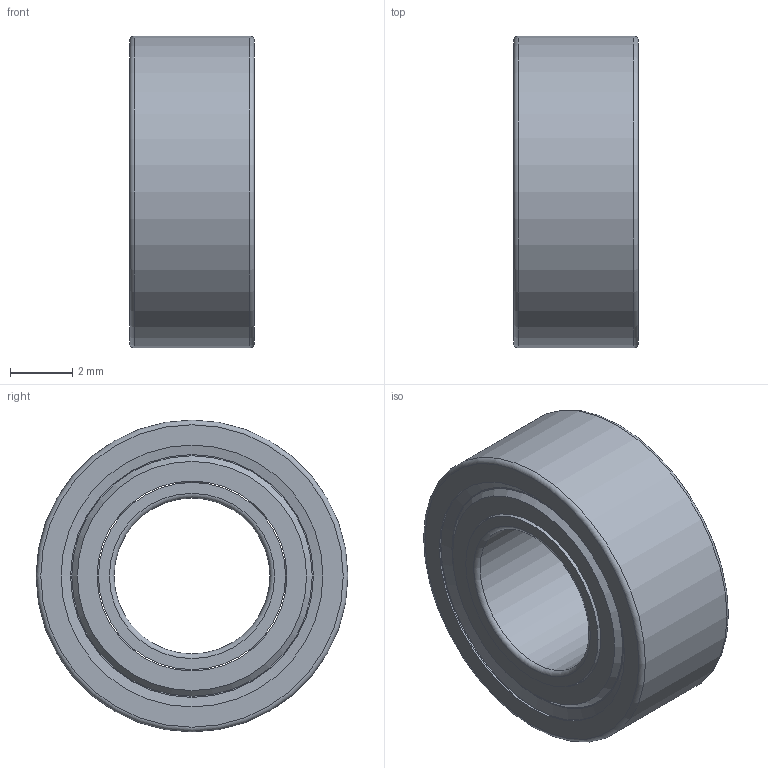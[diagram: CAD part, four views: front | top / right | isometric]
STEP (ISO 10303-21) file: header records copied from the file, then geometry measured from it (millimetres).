
FILE_DESCRIPTION(/* description */ ('','CAx-IF Rec.Pracs.---Representation and Presentation of Product Manufacturing Information (PMI)---4.0---2014-10-13'),/* implementation_level */ '2;1');
FILE_NAME(/* name */ 'A110.stp',/* time_stamp */ '2019-03-25T16:11:40+03:00',/* author */ ('maste'),/* organization */ ('TraceParts S.A.'),/* preprocessor_version */ 'ST-DEVELOPER v17',/* originating_system */ 'Autodesk Inventor 2018',/* authorisation */ '');
FILE_SCHEMA (('AP242_MANAGED_MODEL_BASED_3D_ENGINEERING_MIM_LF { 1 0 10303 442 1 1 4 }'));
Length unit declared in the file: millimetre
Products named in the file (6): A110; roulement_wbb1-8705-2z_2_01; roulement_wbb1-8705-2z_2_02; roulement_wbb1-8705-2z_2_03; roulement_wbb1-8705-2z_2_04; roulement_wbb1-8705-2z_2_05
Assembly tree (5 placements, depth 2):
  A110
    roulement_wbb1-8705-2z_2_01
    roulement_wbb1-8705-2z_2_02
    roulement_wbb1-8705-2z_2_03
    roulement_wbb1-8705-2z_2_04
    roulement_wbb1-8705-2z_2_05
Bounding box: 4 x 10 x 10 mm (x, y, z)
Volume: 160.9 mm3; surface area: 629.1 mm2
Topology: 5 solids, 5 shells, 62 faces, 200 edges, 152 vertices
Faces by surface type: torus 16, cylinder 14, plane 14, cone 10, sphere 8
Full cylindrical faces by diameter (mm): 5 x1, 6 x2, 6.09 x2, 6.27 x2, 7.8 x2, 8.4 x2, 8.64 x2, 10 x1
Entity records: 2997 total; most frequent: CARTESIAN_POINT 953, DIRECTION 426, ORIENTED_EDGE 368, AXIS2_PLACEMENT_3D 201, EDGE_CURVE 184, VERTEX_POINT 152, CIRCLE 128, EDGE_LOOP 92
